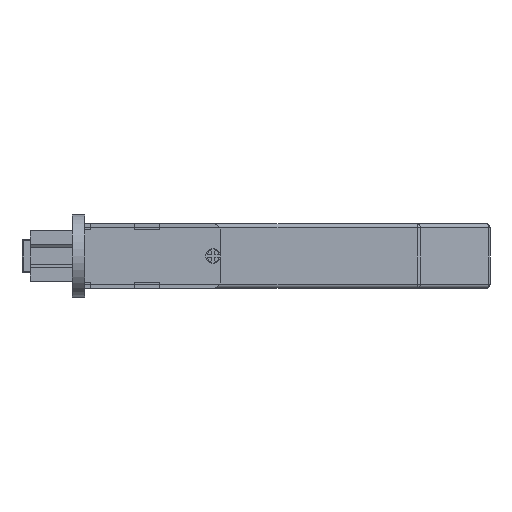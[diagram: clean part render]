
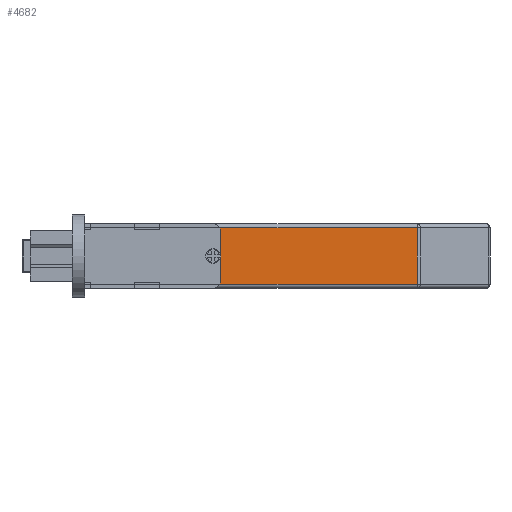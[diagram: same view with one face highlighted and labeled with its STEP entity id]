
A CAD part, front view. The second image highlights one B-rep face of the part: STEP entity #4682.
In plain terms, the highlighted planar face has unit normal (0, -1, 0).
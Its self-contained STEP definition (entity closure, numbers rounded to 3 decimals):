
#95 = EDGE_CURVE ( 'NONE', #8601, #5303, #5437, .T. ) ;
#171 = DIRECTION ( 'NONE',  ( 0., 0., -1. ) ) ;
#270 = VERTEX_POINT ( 'NONE', #8674 ) ;
#272 = CARTESIAN_POINT ( 'NONE',  ( 13., -14.7, -0.75 ) ) ;
#621 = EDGE_LOOP ( 'NONE', ( #11040, #1137, #10874, #9230 ) ) ;
#722 = CARTESIAN_POINT ( 'NONE',  ( 13., -14.7, 12.75 ) ) ;
#917 = FACE_BOUND ( 'NONE', #1987, .T. ) ;
#920 = CARTESIAN_POINT ( 'NONE',  ( 13., -14.7, 12.75 ) ) ;
#1028 = CARTESIAN_POINT ( 'NONE',  ( 13., -14.7, -1.75 ) ) ;
#1137 = ORIENTED_EDGE ( 'NONE', *, *, #8426, .T. ) ;
#1149 = LINE ( 'NONE', #10247, #7149 ) ;
#1813 = DIRECTION ( 'NONE',  ( 0., 0., 1. ) ) ;
#1928 = CARTESIAN_POINT ( 'NONE',  ( 13., -14.7, -1.75 ) ) ;
#1987 = EDGE_LOOP ( 'NONE', ( #3273, #5444 ) ) ;
#2520 = EDGE_CURVE ( 'NONE', #270, #8601, #1149, .T. ) ;
#2694 = LINE ( 'NONE', #1028, #7737 ) ;
#2953 = DIRECTION ( 'NONE',  ( 0., 0., -1. ) ) ;
#3085 = CIRCLE ( 'NONE', #11088, 1.75 ) ;
#3273 = ORIENTED_EDGE ( 'NONE', *, *, #5501, .F. ) ;
#3411 = CARTESIAN_POINT ( 'NONE',  ( 92.586, -14.7, 12.75 ) ) ;
#3549 = VERTEX_POINT ( 'NONE', #6046 ) ;
#3683 = DIRECTION ( 'NONE',  ( 0., 0., 1. ) ) ;
#3974 = DIRECTION ( 'NONE',  ( 0., -1., 0. ) ) ;
#4462 = FACE_OUTER_BOUND ( 'NONE', #621, .T. ) ;
#4609 = AXIS2_PLACEMENT_3D ( 'NONE', #7472, #8390, #171 ) ;
#4682 = ADVANCED_FACE ( 'NONE', ( #917, #4462 ), #11031, .T. ) ;
#4845 = LINE ( 'NONE', #6645, #6243 ) ;
#4938 = VECTOR ( 'NONE', #11698, 1000. ) ;
#4946 = CARTESIAN_POINT ( 'NONE',  ( 43.75, -14.7, 6. ) ) ;
#5023 = CIRCLE ( 'NONE', #4609, 1.75 ) ;
#5213 = EDGE_CURVE ( 'NONE', #5239, #3549, #3085, .T. ) ;
#5239 = VERTEX_POINT ( 'NONE', #5773 ) ;
#5303 = VERTEX_POINT ( 'NONE', #722 ) ;
#5437 = LINE ( 'NONE', #920, #4938 ) ;
#5444 = ORIENTED_EDGE ( 'NONE', *, *, #5213, .F. ) ;
#5501 = EDGE_CURVE ( 'NONE', #3549, #5239, #5023, .T. ) ;
#5566 = DIRECTION ( 'NONE',  ( 1., 0., 0. ) ) ;
#5773 = CARTESIAN_POINT ( 'NONE',  ( 43.75, -14.7, 7.75 ) ) ;
#6046 = CARTESIAN_POINT ( 'NONE',  ( 43.75, -14.7, 4.25 ) ) ;
#6243 = VECTOR ( 'NONE', #5566, 1000. ) ;
#6645 = CARTESIAN_POINT ( 'NONE',  ( 93., -14.7, -0.75 ) ) ;
#7149 = VECTOR ( 'NONE', #3683, 1000. ) ;
#7184 = EDGE_CURVE ( 'NONE', #11749, #5303, #2694, .T. ) ;
#7472 = CARTESIAN_POINT ( 'NONE',  ( 43.75, -14.7, 6. ) ) ;
#7531 = AXIS2_PLACEMENT_3D ( 'NONE', #1928, #8366, #8304 ) ;
#7737 = VECTOR ( 'NONE', #1813, 1000. ) ;
#8304 = DIRECTION ( 'NONE',  ( 0., 0., -1. ) ) ;
#8366 = DIRECTION ( 'NONE',  ( 0., -1., 0. ) ) ;
#8390 = DIRECTION ( 'NONE',  ( 0., -1., 0. ) ) ;
#8426 = EDGE_CURVE ( 'NONE', #11749, #270, #4845, .T. ) ;
#8601 = VERTEX_POINT ( 'NONE', #3411 ) ;
#8674 = CARTESIAN_POINT ( 'NONE',  ( 92.586, -14.7, -0.75 ) ) ;
#9230 = ORIENTED_EDGE ( 'NONE', *, *, #95, .T. ) ;
#10247 = CARTESIAN_POINT ( 'NONE',  ( 92.586, -14.7, -1.75 ) ) ;
#10874 = ORIENTED_EDGE ( 'NONE', *, *, #2520, .T. ) ;
#11031 = PLANE ( 'NONE',  #7531 ) ;
#11040 = ORIENTED_EDGE ( 'NONE', *, *, #7184, .F. ) ;
#11088 = AXIS2_PLACEMENT_3D ( 'NONE', #4946, #3974, #2953 ) ;
#11698 = DIRECTION ( 'NONE',  ( -1., 0., 0. ) ) ;
#11749 = VERTEX_POINT ( 'NONE', #272 ) ;
